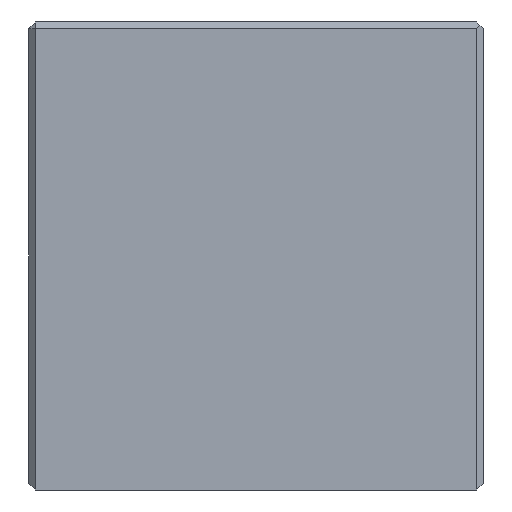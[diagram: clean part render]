
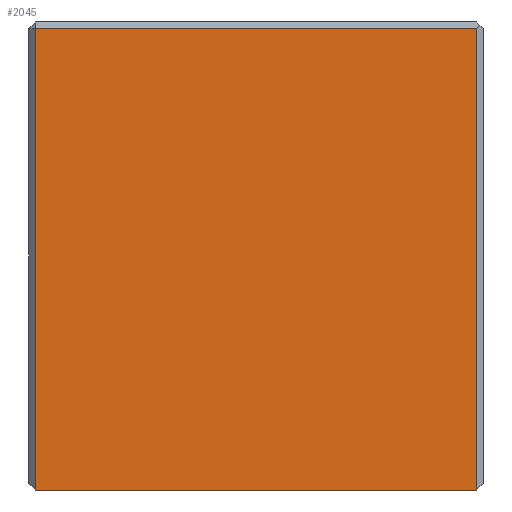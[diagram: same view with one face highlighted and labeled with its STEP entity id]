
A CAD part, left-side view. The second image highlights one B-rep face of the part: STEP entity #2045.
In plain terms, the highlighted planar face has unit normal (-1, 0, 0).
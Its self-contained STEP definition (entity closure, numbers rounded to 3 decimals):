
#50 = CARTESIAN_POINT ( 'NONE',  ( -50., 35., 34. ) ) ;
#119 = DIRECTION ( 'NONE',  ( 1., 0., 0. ) ) ;
#173 = VECTOR ( 'NONE', #370, 1000. ) ;
#316 = VERTEX_POINT ( 'NONE', #2207 ) ;
#340 = VERTEX_POINT ( 'NONE', #2419 ) ;
#370 = DIRECTION ( 'NONE',  ( 0., 0., -1. ) ) ;
#704 = DIRECTION ( 'NONE',  ( 0., 0., 1. ) ) ;
#738 = LINE ( 'NONE', #1052, #1079 ) ;
#761 = ORIENTED_EDGE ( 'NONE', *, *, #1131, .T. ) ;
#780 = EDGE_LOOP ( 'NONE', ( #2450, #1673, #2580, #761 ) ) ;
#905 = CARTESIAN_POINT ( 'NONE',  ( -50., -32., 35. ) ) ;
#914 = EDGE_CURVE ( 'NONE', #2356, #316, #1798, .T. ) ;
#1031 = VERTEX_POINT ( 'NONE', #2154 ) ;
#1041 = DIRECTION ( 'NONE',  ( 0., -1., 0. ) ) ;
#1052 = CARTESIAN_POINT ( 'NONE',  ( -50., 35., -35. ) ) ;
#1073 = CARTESIAN_POINT ( 'NONE',  ( -50., -32., -35. ) ) ;
#1079 = VECTOR ( 'NONE', #1041, 1000. ) ;
#1131 = EDGE_CURVE ( 'NONE', #340, #1031, #1769, .T. ) ;
#1204 = FACE_OUTER_BOUND ( 'NONE', #780, .T. ) ;
#1235 = LINE ( 'NONE', #50, #1568 ) ;
#1272 = VECTOR ( 'NONE', #704, 1000. ) ;
#1524 = DIRECTION ( 'NONE',  ( 0., 1., 0. ) ) ;
#1568 = VECTOR ( 'NONE', #2471, 1000. ) ;
#1673 = ORIENTED_EDGE ( 'NONE', *, *, #914, .T. ) ;
#1711 = CARTESIAN_POINT ( 'NONE',  ( -50., 35., 35. ) ) ;
#1769 = LINE ( 'NONE', #2591, #173 ) ;
#1798 = LINE ( 'NONE', #905, #1272 ) ;
#1887 = EDGE_CURVE ( 'NONE', #1031, #2356, #738, .T. ) ;
#2045 = ADVANCED_FACE ( 'NONE', ( #1204 ), #2133, .F. ) ;
#2133 = PLANE ( 'NONE',  #2153 ) ;
#2153 = AXIS2_PLACEMENT_3D ( 'NONE', #1711, #119, #1524 ) ;
#2154 = CARTESIAN_POINT ( 'NONE',  ( -50., 34., -35. ) ) ;
#2207 = CARTESIAN_POINT ( 'NONE',  ( -50., -32., 34. ) ) ;
#2271 = EDGE_CURVE ( 'NONE', #316, #340, #1235, .T. ) ;
#2356 = VERTEX_POINT ( 'NONE', #1073 ) ;
#2419 = CARTESIAN_POINT ( 'NONE',  ( -50., 34., 34. ) ) ;
#2450 = ORIENTED_EDGE ( 'NONE', *, *, #1887, .T. ) ;
#2471 = DIRECTION ( 'NONE',  ( 0., 1., 0. ) ) ;
#2580 = ORIENTED_EDGE ( 'NONE', *, *, #2271, .T. ) ;
#2591 = CARTESIAN_POINT ( 'NONE',  ( -50., 34., 35. ) ) ;
